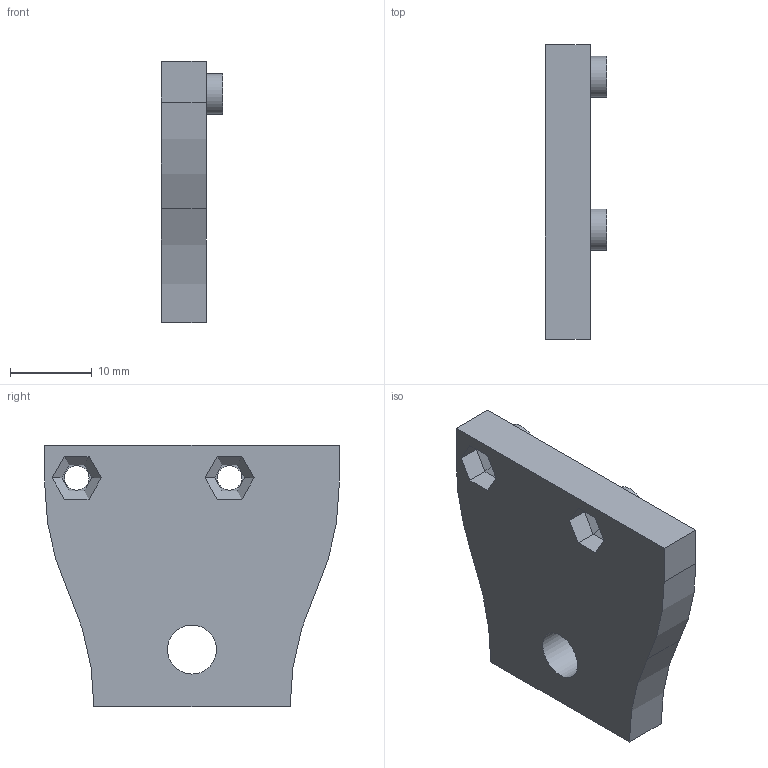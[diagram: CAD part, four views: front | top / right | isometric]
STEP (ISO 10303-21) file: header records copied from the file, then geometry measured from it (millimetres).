
FILE_DESCRIPTION(('FreeCAD Model'),'2;1');
FILE_NAME('EndstopHolder.step','2015-08-07T15:09:42',('Author'),(''), 'Open CASCADE STEP processor 6.8','FreeCAD','Unknown');
FILE_SCHEMA(('AUTOMOTIVE_DESIGN_CC2 { 1 2 10303 214 -1 1 5 4 }'));
Length unit declared in the file: millimetre
Products named in the file (2): ASSEMBLY; EndstopHolder
Assembly tree (1 placements, depth 2):
  ASSEMBLY
    EndstopHolder
Bounding box: 7.5 x 36 x 32 mm (x, y, z)
Volume: 5148.3 mm3; surface area: 2928.5 mm2
Topology: 1 solids, 1 shells, 43 faces, 103 edges, 66 vertices
Faces by surface type: plane 34, cylinder 9
Full cylindrical faces by diameter (mm): 3 x2, 5 x2, 6 x1
Entity records: 2641 total; most frequent: CARTESIAN_POINT 476, DIRECTION 405, LINE 257, VECTOR 257, ORIENTED_EDGE 206, PCURVE 206, DEFINITIONAL_REPRESENTATION 206, EDGE_CURVE 103
